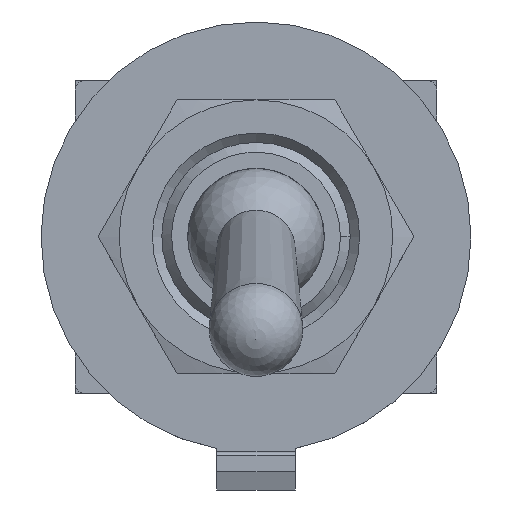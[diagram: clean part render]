
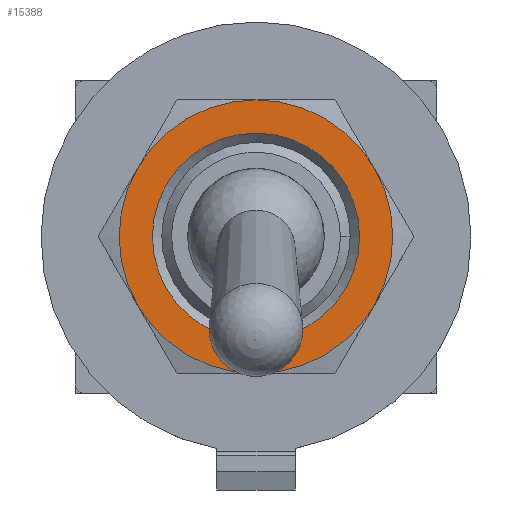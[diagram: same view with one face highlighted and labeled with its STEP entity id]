
A CAD part, top view. The second image highlights one B-rep face of the part: STEP entity #15388.
In plain terms, the highlighted planar face has unit normal (0, 0, 1).
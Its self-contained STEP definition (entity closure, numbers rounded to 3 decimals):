
#15059 = CONICAL_SURFACE('',#15060,2.4,0.785);
#15060 = AXIS2_PLACEMENT_3D('',#15061,#15062,#15063);
#15061 = CARTESIAN_POINT('',(0.,0.,1.2));
#15062 = DIRECTION('',(0.,0.,1.));
#15063 = DIRECTION('',(0.,1.,0.));
#15134 = VERTEX_POINT('',#15135);
#15135 = CARTESIAN_POINT('',(0.,2.65,1.45));
#15158 = EDGE_CURVE('',#15134,#15134,#15159,.T.);
#15159 = SURFACE_CURVE('',#15160,(#15165,#15172),.PCURVE_S1.);
#15160 = CIRCLE('',#15161,2.65);
#15161 = AXIS2_PLACEMENT_3D('',#15162,#15163,#15164);
#15162 = CARTESIAN_POINT('',(0.,0.,1.45));
#15163 = DIRECTION('',(0.,0.,-1.));
#15164 = DIRECTION('',(0.,1.,0.));
#15165 = PCURVE('',#15059,#15166);
#15166 = DEFINITIONAL_REPRESENTATION('',(#15167),#15171);
#15167 = LINE('',#15168,#15169);
#15168 = CARTESIAN_POINT('',(-0.,0.25));
#15169 = VECTOR('',#15170,1.);
#15170 = DIRECTION('',(-1.,0.));
#15171 = ( GEOMETRIC_REPRESENTATION_CONTEXT(2) 
PARAMETRIC_REPRESENTATION_CONTEXT() REPRESENTATION_CONTEXT('2D SPACE',''
  ) );
#15172 = PCURVE('',#15173,#15178);
#15173 = PLANE('',#15174);
#15174 = AXIS2_PLACEMENT_3D('',#15175,#15176,#15177);
#15175 = CARTESIAN_POINT('',(0.,0.,1.45));
#15176 = DIRECTION('',(0.,0.,-1.));
#15177 = DIRECTION('',(0.,1.,0.));
#15178 = DEFINITIONAL_REPRESENTATION('',(#15179),#15183);
#15179 = CIRCLE('',#15180,2.65);
#15180 = AXIS2_PLACEMENT_2D('',#15181,#15182);
#15181 = CARTESIAN_POINT('',(0.,0.));
#15182 = DIRECTION('',(1.,0.));
#15183 = ( GEOMETRIC_REPRESENTATION_CONTEXT(2) 
PARAMETRIC_REPRESENTATION_CONTEXT() REPRESENTATION_CONTEXT('2D SPACE',''
  ) );
#15388 = ADVANCED_FACE('',(#15389,#15392),#15173,.F.);
#15389 = FACE_BOUND('',#15390,.T.);
#15390 = EDGE_LOOP('',(#15391));
#15391 = ORIENTED_EDGE('',*,*,#15158,.T.);
#15392 = FACE_BOUND('',#15393,.T.);
#15393 = EDGE_LOOP('',(#15394,#15425,#15454,#15483,#15512,#15541));
#15394 = ORIENTED_EDGE('',*,*,#15395,.F.);
#15395 = EDGE_CURVE('',#15396,#15398,#15400,.T.);
#15396 = VERTEX_POINT('',#15397);
#15397 = CARTESIAN_POINT('',(0.,3.5,1.45));
#15398 = VERTEX_POINT('',#15399);
#15399 = CARTESIAN_POINT('',(3.031,1.75,1.45));
#15400 = SURFACE_CURVE('',#15401,(#15406,#15413),.PCURVE_S1.);
#15401 = CIRCLE('',#15402,3.5);
#15402 = AXIS2_PLACEMENT_3D('',#15403,#15404,#15405);
#15403 = CARTESIAN_POINT('',(0.,0.,1.45));
#15404 = DIRECTION('',(0.,0.,-1.));
#15405 = DIRECTION('',(0.,1.,0.));
#15406 = PCURVE('',#15173,#15407);
#15407 = DEFINITIONAL_REPRESENTATION('',(#15408),#15412);
#15408 = CIRCLE('',#15409,3.5);
#15409 = AXIS2_PLACEMENT_2D('',#15410,#15411);
#15410 = CARTESIAN_POINT('',(0.,0.));
#15411 = DIRECTION('',(1.,0.));
#15412 = ( GEOMETRIC_REPRESENTATION_CONTEXT(2) 
PARAMETRIC_REPRESENTATION_CONTEXT() REPRESENTATION_CONTEXT('2D SPACE',''
  ) );
#15413 = PCURVE('',#15414,#15419);
#15414 = CONICAL_SURFACE('',#15415,3.5,1.309);
#15415 = AXIS2_PLACEMENT_3D('',#15416,#15417,#15418);
#15416 = CARTESIAN_POINT('',(0.,0.,1.45));
#15417 = DIRECTION('',(0.,0.,-1.));
#15418 = DIRECTION('',(0.,1.,0.));
#15419 = DEFINITIONAL_REPRESENTATION('',(#15420),#15424);
#15420 = LINE('',#15421,#15422);
#15421 = CARTESIAN_POINT('',(0.,0.));
#15422 = VECTOR('',#15423,1.);
#15423 = DIRECTION('',(1.,0.));
#15424 = ( GEOMETRIC_REPRESENTATION_CONTEXT(2) 
PARAMETRIC_REPRESENTATION_CONTEXT() REPRESENTATION_CONTEXT('2D SPACE',''
  ) );
#15425 = ORIENTED_EDGE('',*,*,#15426,.F.);
#15426 = EDGE_CURVE('',#15427,#15396,#15429,.T.);
#15427 = VERTEX_POINT('',#15428);
#15428 = CARTESIAN_POINT('',(-3.031,1.75,1.45));
#15429 = SURFACE_CURVE('',#15430,(#15435,#15442),.PCURVE_S1.);
#15430 = CIRCLE('',#15431,3.5);
#15431 = AXIS2_PLACEMENT_3D('',#15432,#15433,#15434);
#15432 = CARTESIAN_POINT('',(0.,0.,1.45));
#15433 = DIRECTION('',(0.,0.,-1.));
#15434 = DIRECTION('',(0.,1.,0.));
#15435 = PCURVE('',#15173,#15436);
#15436 = DEFINITIONAL_REPRESENTATION('',(#15437),#15441);
#15437 = CIRCLE('',#15438,3.5);
#15438 = AXIS2_PLACEMENT_2D('',#15439,#15440);
#15439 = CARTESIAN_POINT('',(0.,0.));
#15440 = DIRECTION('',(1.,0.));
#15441 = ( GEOMETRIC_REPRESENTATION_CONTEXT(2) 
PARAMETRIC_REPRESENTATION_CONTEXT() REPRESENTATION_CONTEXT('2D SPACE',''
  ) );
#15442 = PCURVE('',#15443,#15448);
#15443 = CONICAL_SURFACE('',#15444,3.5,1.309);
#15444 = AXIS2_PLACEMENT_3D('',#15445,#15446,#15447);
#15445 = CARTESIAN_POINT('',(0.,0.,1.45));
#15446 = DIRECTION('',(0.,0.,-1.));
#15447 = DIRECTION('',(0.,1.,0.));
#15448 = DEFINITIONAL_REPRESENTATION('',(#15449),#15453);
#15449 = LINE('',#15450,#15451);
#15450 = CARTESIAN_POINT('',(0.,0.));
#15451 = VECTOR('',#15452,1.);
#15452 = DIRECTION('',(1.,0.));
#15453 = ( GEOMETRIC_REPRESENTATION_CONTEXT(2) 
PARAMETRIC_REPRESENTATION_CONTEXT() REPRESENTATION_CONTEXT('2D SPACE',''
  ) );
#15454 = ORIENTED_EDGE('',*,*,#15455,.F.);
#15455 = EDGE_CURVE('',#15456,#15427,#15458,.T.);
#15456 = VERTEX_POINT('',#15457);
#15457 = CARTESIAN_POINT('',(-3.031,-1.75,1.45));
#15458 = SURFACE_CURVE('',#15459,(#15464,#15471),.PCURVE_S1.);
#15459 = CIRCLE('',#15460,3.5);
#15460 = AXIS2_PLACEMENT_3D('',#15461,#15462,#15463);
#15461 = CARTESIAN_POINT('',(0.,0.,1.45));
#15462 = DIRECTION('',(0.,0.,-1.));
#15463 = DIRECTION('',(0.,1.,0.));
#15464 = PCURVE('',#15173,#15465);
#15465 = DEFINITIONAL_REPRESENTATION('',(#15466),#15470);
#15466 = CIRCLE('',#15467,3.5);
#15467 = AXIS2_PLACEMENT_2D('',#15468,#15469);
#15468 = CARTESIAN_POINT('',(0.,0.));
#15469 = DIRECTION('',(1.,0.));
#15470 = ( GEOMETRIC_REPRESENTATION_CONTEXT(2) 
PARAMETRIC_REPRESENTATION_CONTEXT() REPRESENTATION_CONTEXT('2D SPACE',''
  ) );
#15471 = PCURVE('',#15472,#15477);
#15472 = CONICAL_SURFACE('',#15473,3.5,1.309);
#15473 = AXIS2_PLACEMENT_3D('',#15474,#15475,#15476);
#15474 = CARTESIAN_POINT('',(0.,0.,1.45));
#15475 = DIRECTION('',(0.,0.,-1.));
#15476 = DIRECTION('',(0.,1.,0.));
#15477 = DEFINITIONAL_REPRESENTATION('',(#15478),#15482);
#15478 = LINE('',#15479,#15480);
#15479 = CARTESIAN_POINT('',(0.,0.));
#15480 = VECTOR('',#15481,1.);
#15481 = DIRECTION('',(1.,0.));
#15482 = ( GEOMETRIC_REPRESENTATION_CONTEXT(2) 
PARAMETRIC_REPRESENTATION_CONTEXT() REPRESENTATION_CONTEXT('2D SPACE',''
  ) );
#15483 = ORIENTED_EDGE('',*,*,#15484,.F.);
#15484 = EDGE_CURVE('',#15485,#15456,#15487,.T.);
#15485 = VERTEX_POINT('',#15486);
#15486 = CARTESIAN_POINT('',(0.,-3.5,1.45));
#15487 = SURFACE_CURVE('',#15488,(#15493,#15500),.PCURVE_S1.);
#15488 = CIRCLE('',#15489,3.5);
#15489 = AXIS2_PLACEMENT_3D('',#15490,#15491,#15492);
#15490 = CARTESIAN_POINT('',(0.,0.,1.45));
#15491 = DIRECTION('',(0.,0.,-1.));
#15492 = DIRECTION('',(0.,1.,0.));
#15493 = PCURVE('',#15173,#15494);
#15494 = DEFINITIONAL_REPRESENTATION('',(#15495),#15499);
#15495 = CIRCLE('',#15496,3.5);
#15496 = AXIS2_PLACEMENT_2D('',#15497,#15498);
#15497 = CARTESIAN_POINT('',(0.,0.));
#15498 = DIRECTION('',(1.,0.));
#15499 = ( GEOMETRIC_REPRESENTATION_CONTEXT(2) 
PARAMETRIC_REPRESENTATION_CONTEXT() REPRESENTATION_CONTEXT('2D SPACE',''
  ) );
#15500 = PCURVE('',#15501,#15506);
#15501 = CONICAL_SURFACE('',#15502,3.5,1.309);
#15502 = AXIS2_PLACEMENT_3D('',#15503,#15504,#15505);
#15503 = CARTESIAN_POINT('',(0.,0.,1.45));
#15504 = DIRECTION('',(0.,0.,-1.));
#15505 = DIRECTION('',(0.,1.,0.));
#15506 = DEFINITIONAL_REPRESENTATION('',(#15507),#15511);
#15507 = LINE('',#15508,#15509);
#15508 = CARTESIAN_POINT('',(0.,0.));
#15509 = VECTOR('',#15510,1.);
#15510 = DIRECTION('',(1.,0.));
#15511 = ( GEOMETRIC_REPRESENTATION_CONTEXT(2) 
PARAMETRIC_REPRESENTATION_CONTEXT() REPRESENTATION_CONTEXT('2D SPACE',''
  ) );
#15512 = ORIENTED_EDGE('',*,*,#15513,.F.);
#15513 = EDGE_CURVE('',#15514,#15485,#15516,.T.);
#15514 = VERTEX_POINT('',#15515);
#15515 = CARTESIAN_POINT('',(3.031,-1.75,1.45));
#15516 = SURFACE_CURVE('',#15517,(#15522,#15529),.PCURVE_S1.);
#15517 = CIRCLE('',#15518,3.5);
#15518 = AXIS2_PLACEMENT_3D('',#15519,#15520,#15521);
#15519 = CARTESIAN_POINT('',(0.,0.,1.45));
#15520 = DIRECTION('',(0.,0.,-1.));
#15521 = DIRECTION('',(0.,1.,0.));
#15522 = PCURVE('',#15173,#15523);
#15523 = DEFINITIONAL_REPRESENTATION('',(#15524),#15528);
#15524 = CIRCLE('',#15525,3.5);
#15525 = AXIS2_PLACEMENT_2D('',#15526,#15527);
#15526 = CARTESIAN_POINT('',(0.,0.));
#15527 = DIRECTION('',(1.,0.));
#15528 = ( GEOMETRIC_REPRESENTATION_CONTEXT(2) 
PARAMETRIC_REPRESENTATION_CONTEXT() REPRESENTATION_CONTEXT('2D SPACE',''
  ) );
#15529 = PCURVE('',#15530,#15535);
#15530 = CONICAL_SURFACE('',#15531,3.5,1.309);
#15531 = AXIS2_PLACEMENT_3D('',#15532,#15533,#15534);
#15532 = CARTESIAN_POINT('',(0.,0.,1.45));
#15533 = DIRECTION('',(0.,0.,-1.));
#15534 = DIRECTION('',(0.,1.,0.));
#15535 = DEFINITIONAL_REPRESENTATION('',(#15536),#15540);
#15536 = LINE('',#15537,#15538);
#15537 = CARTESIAN_POINT('',(0.,0.));
#15538 = VECTOR('',#15539,1.);
#15539 = DIRECTION('',(1.,0.));
#15540 = ( GEOMETRIC_REPRESENTATION_CONTEXT(2) 
PARAMETRIC_REPRESENTATION_CONTEXT() REPRESENTATION_CONTEXT('2D SPACE',''
  ) );
#15541 = ORIENTED_EDGE('',*,*,#15542,.F.);
#15542 = EDGE_CURVE('',#15398,#15514,#15543,.T.);
#15543 = SURFACE_CURVE('',#15544,(#15549,#15556),.PCURVE_S1.);
#15544 = CIRCLE('',#15545,3.5);
#15545 = AXIS2_PLACEMENT_3D('',#15546,#15547,#15548);
#15546 = CARTESIAN_POINT('',(0.,0.,1.45));
#15547 = DIRECTION('',(0.,0.,-1.));
#15548 = DIRECTION('',(0.,1.,0.));
#15549 = PCURVE('',#15173,#15550);
#15550 = DEFINITIONAL_REPRESENTATION('',(#15551),#15555);
#15551 = CIRCLE('',#15552,3.5);
#15552 = AXIS2_PLACEMENT_2D('',#15553,#15554);
#15553 = CARTESIAN_POINT('',(0.,0.));
#15554 = DIRECTION('',(1.,0.));
#15555 = ( GEOMETRIC_REPRESENTATION_CONTEXT(2) 
PARAMETRIC_REPRESENTATION_CONTEXT() REPRESENTATION_CONTEXT('2D SPACE',''
  ) );
#15556 = PCURVE('',#15557,#15562);
#15557 = CONICAL_SURFACE('',#15558,3.5,1.309);
#15558 = AXIS2_PLACEMENT_3D('',#15559,#15560,#15561);
#15559 = CARTESIAN_POINT('',(0.,0.,1.45));
#15560 = DIRECTION('',(0.,0.,-1.));
#15561 = DIRECTION('',(0.,1.,0.));
#15562 = DEFINITIONAL_REPRESENTATION('',(#15563),#15567);
#15563 = LINE('',#15564,#15565);
#15564 = CARTESIAN_POINT('',(0.,0.));
#15565 = VECTOR('',#15566,1.);
#15566 = DIRECTION('',(1.,0.));
#15567 = ( GEOMETRIC_REPRESENTATION_CONTEXT(2) 
PARAMETRIC_REPRESENTATION_CONTEXT() REPRESENTATION_CONTEXT('2D SPACE',''
  ) );
